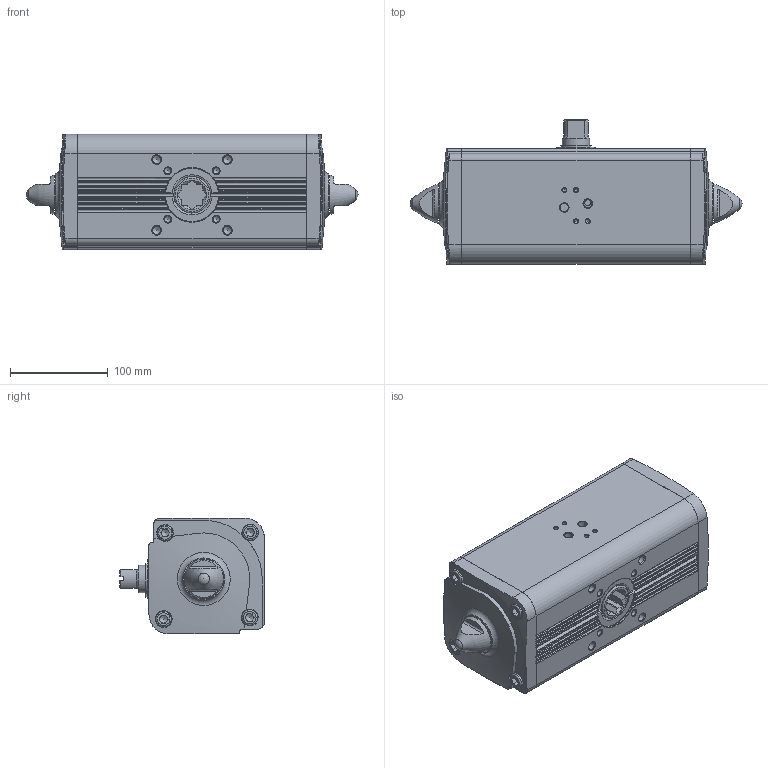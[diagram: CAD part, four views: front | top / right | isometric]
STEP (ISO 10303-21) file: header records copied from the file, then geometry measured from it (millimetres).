
FILE_DESCRIPTION(/* description */ ('Unknown'),/* implementation_level */ '2;1');
FILE_NAME(/* name */ 'DA12',/* time_stamp */ '2022-08-11T13:01:08+02:00',/* author */ ('Unknown'),/* organization */ ('Unknown'),/* preprocessor_version */ 'ST-DEVELOPER v16.7',/* originating_system */ 'Solid Edge',/* authorisation */ 'Unknown');
FILE_SCHEMA (('AUTOMOTIVE_DESIGN {1 0 10303 214 3 1 1}'));
Length unit declared in the file: millimetre
Products named in the file (2): DA_360; _DAN0360411S_new
Assembly tree (1 placements, depth 2):
  DA_360
    _DAN0360411S_new
Bounding box: 339.3 x 148 x 118 mm (x, y, z)
Volume: 3611224.1 mm3; surface area: 198595.9 mm2
Topology: 1 solids, 1 shells, 508 faces, 1336 edges, 856 vertices
Faces by surface type: plane 250, cylinder 137, cone 72, torus 47, sphere 2
Full cylindrical faces by diameter (mm): 2 x2, 4.134 x8, 4.917 x1, 6 x1, 6.647 x4, 8.376 x4, 8.566 x2, 16 x8, 28 x2, 37 x1, 40 x1, 41 x1, 102.11 x2
Entity records: 18576 total; most frequent: CARTESIAN_POINT 3316, DIRECTION 2370, ORIENTED_EDGE 2310, EDGE_CURVE 1155, AXIS2_PLACEMENT_3D 907, VERTEX_POINT 822, FACE_BOUND 685, EDGE_LOOP 660
